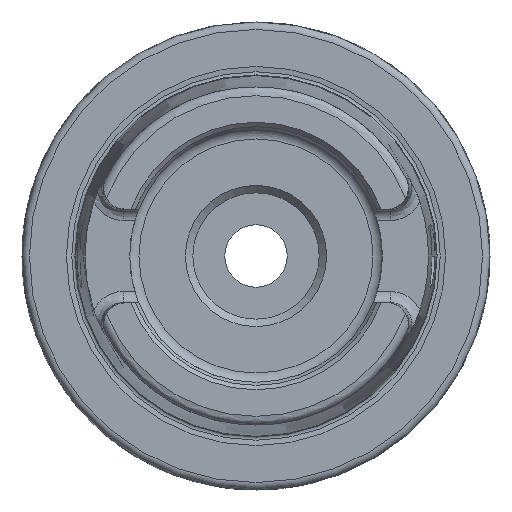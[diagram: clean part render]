
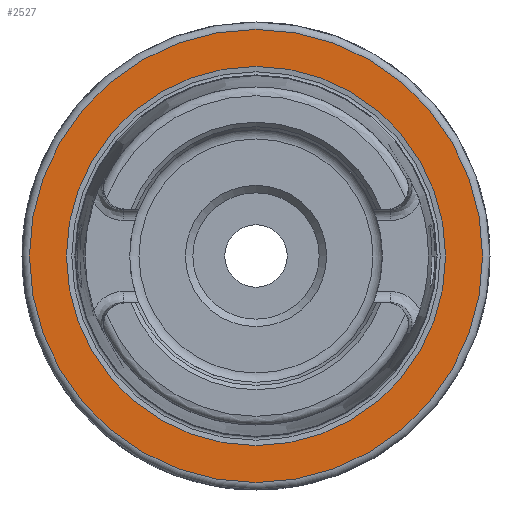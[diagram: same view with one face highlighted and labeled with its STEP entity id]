
A CAD part, left-side view. The second image highlights one B-rep face of the part: STEP entity #2527.
In plain terms, the highlighted planar face has unit normal (-1, 0, 0).
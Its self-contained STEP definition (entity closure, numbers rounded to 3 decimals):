
#99=PLANE('',#2819);
#254=FACE_OUTER_BOUND('',#600,.T.);
#406=CIRCLE('',#2817,25.521);
#407=CIRCLE('',#2818,25.521);
#408=CIRCLE('',#2820,30.5);
#409=CIRCLE('',#2821,30.5);
#454=FACE_BOUND('',#601,.T.);
#600=EDGE_LOOP('',(#2364,#2365));
#601=EDGE_LOOP('',(#2366,#2367));
#1189=VERTEX_POINT('',#6067);
#1190=VERTEX_POINT('',#6069);
#1191=VERTEX_POINT('',#6073);
#1192=VERTEX_POINT('',#6074);
#1582=EDGE_CURVE('',#1190,#1189,#406,.T.);
#1583=EDGE_CURVE('',#1189,#1190,#407,.T.);
#1584=EDGE_CURVE('',#1191,#1192,#408,.T.);
#1585=EDGE_CURVE('',#1192,#1191,#409,.T.);
#2364=ORIENTED_EDGE('',*,*,#1584,.F.);
#2365=ORIENTED_EDGE('',*,*,#1585,.F.);
#2366=ORIENTED_EDGE('',*,*,#1582,.T.);
#2367=ORIENTED_EDGE('',*,*,#1583,.T.);
#2527=ADVANCED_FACE('',(#254,#454),#99,.T.);
#2817=AXIS2_PLACEMENT_3D('',#6070,#3468,#3469);
#2818=AXIS2_PLACEMENT_3D('',#6071,#3470,#3471);
#2819=AXIS2_PLACEMENT_3D('',#6072,#3472,#3473);
#2820=AXIS2_PLACEMENT_3D('',#6075,#3474,#3475);
#2821=AXIS2_PLACEMENT_3D('',#6076,#3476,#3477);
#3468=DIRECTION('center_axis',(1.,0.,0.));
#3469=DIRECTION('ref_axis',(0.,0.,-1.));
#3470=DIRECTION('center_axis',(1.,0.,0.));
#3471=DIRECTION('ref_axis',(0.,0.,-1.));
#3472=DIRECTION('center_axis',(-1.,0.,0.));
#3473=DIRECTION('ref_axis',(0.,0.,1.));
#3474=DIRECTION('center_axis',(1.,0.,0.));
#3475=DIRECTION('ref_axis',(0.,0.,-1.));
#3476=DIRECTION('center_axis',(1.,0.,0.));
#3477=DIRECTION('ref_axis',(0.,0.,-1.));
#6067=CARTESIAN_POINT('',(0.,-25.521,0.));
#6069=CARTESIAN_POINT('',(0.,25.521,0.));
#6070=CARTESIAN_POINT('Origin',(0.,0.,
0.));
#6071=CARTESIAN_POINT('Origin',(0.,0.,
0.));
#6072=CARTESIAN_POINT('Origin',(0.,30.5,0.));
#6073=CARTESIAN_POINT('',(0.,30.5,0.));
#6074=CARTESIAN_POINT('',(0.,0.,30.5));
#6075=CARTESIAN_POINT('Origin',(0.,0.,
0.));
#6076=CARTESIAN_POINT('Origin',(0.,0.,
0.));
